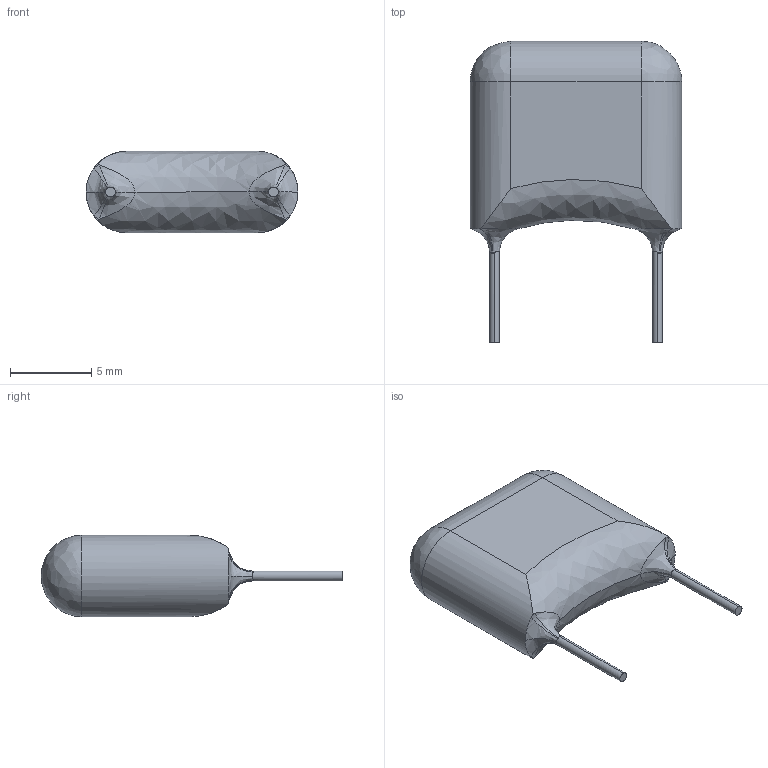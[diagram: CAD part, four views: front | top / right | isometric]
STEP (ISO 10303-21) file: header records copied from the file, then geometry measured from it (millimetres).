
FILE_DESCRIPTION (( 'STEP AP214' ), '1' );
FILE_NAME ('User Library-Capacitor MKT_B32591C3104 (Pitch 10mm).STEP', '2019-04-03T14:31:32', ( '' ), ( '' ), 'SwSTEP 2.0', 'SolidWorks 2019', '' );
FILE_SCHEMA (( 'AUTOMOTIVE_DESIGN' ));
Length unit declared in the file: millimetre
Products named in the file (1): User Library-Capacitor MKT_B32591C3104 (Pitch 10mm)
Bounding box: 13 x 18.5 x 5 mm (x, y, z)
Volume: 618.1 mm3; surface area: 447.3 mm2
Topology: 1 solids, 1 shells, 31 faces, 77 edges, 46 vertices
Faces by surface type: bspline 16, plane 8, cylinder 7
Entity records: 2230 total; most frequent: CARTESIAN_POINT 1241, ORIENTED_EDGE 150, DIRECTION 102, EDGE_CURVE 75, AXIS2_PLACEMENT_3D 46, VERTEX_POINT 46, UNCERTAINTY_MEASURE_WITH_UNIT 34, PRESENTATION_LAYER_ASSIGNMENT 33
